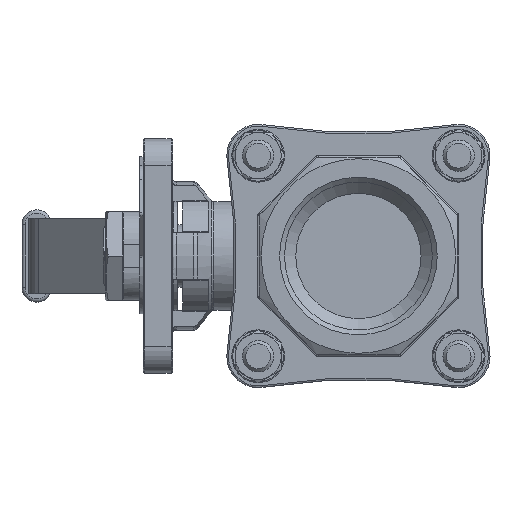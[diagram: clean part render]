
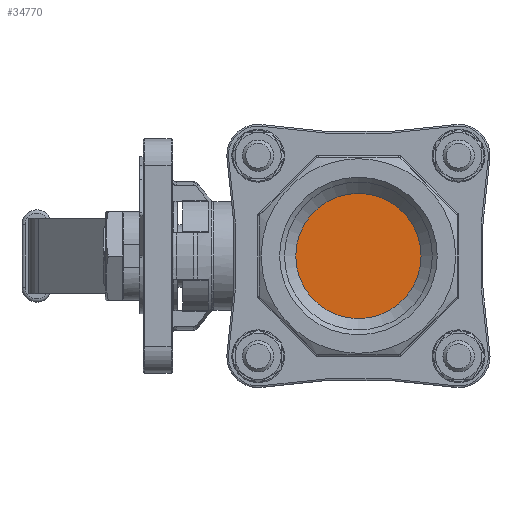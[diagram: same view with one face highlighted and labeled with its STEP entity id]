
A CAD part, left-side view. The second image highlights one B-rep face of the part: STEP entity #34770.
In plain terms, the highlighted planar face has unit normal (-1, 0, 0).
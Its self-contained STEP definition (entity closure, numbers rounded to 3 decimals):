
#4052 = EDGE_CURVE ( 'NONE', #47406, #47406, #25965, .T. ) ;
#4145 = EDGE_LOOP ( 'NONE', ( #16266 ) ) ;
#4146 = EDGE_LOOP ( 'NONE', ( #16265 ) ) ;
#16265 = ORIENTED_EDGE ( 'NONE', *, *, #18609, .T. ) ;
#16266 = ORIENTED_EDGE ( 'NONE', *, *, #4052, .F. ) ;
#18609 = EDGE_CURVE ( 'NONE', #47414, #47414, #29716, .T. ) ;
#25965 = CIRCLE ( 'NONE', #25966, 37. ) ;
#25966 = AXIS2_PLACEMENT_3D ( 'NONE', #26435, #26436, #26437 ) ;
#26435 = CARTESIAN_POINT ( 'NONE',  ( 27.5, 0., 0. ) ) ;
#26436 = DIRECTION ( 'NONE',  ( 1., 0., 0. ) ) ;
#26437 = DIRECTION ( 'NONE',  ( 0., 0., -1. ) ) ;
#29713 = AXIS2_PLACEMENT_3D ( 'NONE', #30092, #30093, #30094 ) ;
#29716 = CIRCLE ( 'NONE', #29713, 36.99 ) ;
#30092 = CARTESIAN_POINT ( 'NONE',  ( 27.5, 0., 0. ) ) ;
#30093 = DIRECTION ( 'NONE',  ( 1., 0., 0. ) ) ;
#30094 = DIRECTION ( 'NONE',  ( 0., 0., -1. ) ) ;
#33347 = AXIS2_PLACEMENT_3D ( 'NONE', #34253, #34254, #34255 ) ;
#34234 = FACE_BOUND ( 'NONE', #4146, .T. ) ;
#34240 = FACE_OUTER_BOUND ( 'NONE', #4145, .T. ) ;
#34244 = PLANE ( 'NONE',  #33347 ) ;
#34253 = CARTESIAN_POINT ( 'NONE',  ( 27.5, 0., 0. ) ) ;
#34254 = DIRECTION ( 'NONE',  ( 1., 0., 0. ) ) ;
#34255 = DIRECTION ( 'NONE',  ( 0., 0., -1. ) ) ;
#34770 = ADVANCED_FACE ( 'NONE', ( #34234, #34240 ), #34244, .F. ) ;
#47406 = VERTEX_POINT ( 'NONE', #47409 ) ;
#47409 = CARTESIAN_POINT ( 'NONE',  ( 27.5, 0., -37. ) ) ;
#47414 = VERTEX_POINT ( 'NONE', #47417 ) ;
#47417 = CARTESIAN_POINT ( 'NONE',  ( 27.5, 0., -36.99 ) ) ;
